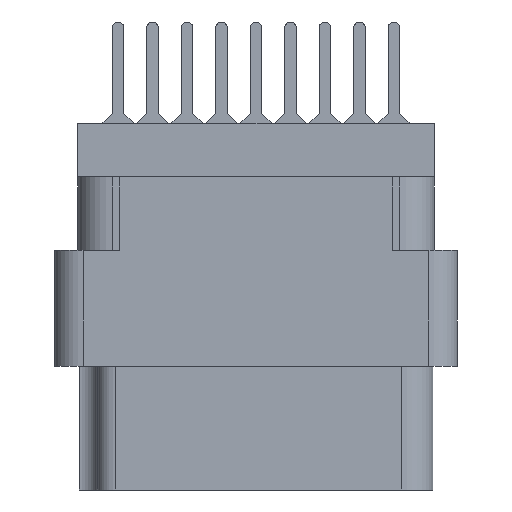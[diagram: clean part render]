
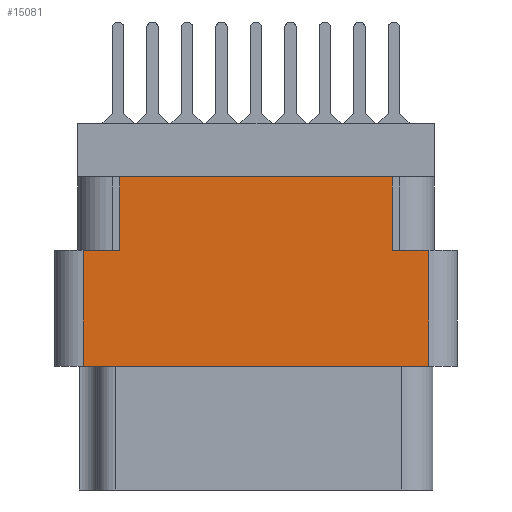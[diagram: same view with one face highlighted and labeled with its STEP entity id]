
A CAD part, left-side view. The second image highlights one B-rep face of the part: STEP entity #15081.
In plain terms, the highlighted planar face has unit normal (-1, 0, 0).
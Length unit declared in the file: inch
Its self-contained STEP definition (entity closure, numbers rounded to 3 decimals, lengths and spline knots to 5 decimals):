
#756 = VECTOR ( 'NONE', #47633, 39.37008 ) ;
#1007 = VECTOR ( 'NONE', #29873, 39.37008 ) ;
#1400 = LINE ( 'NONE', #39530, #756 ) ;
#1784 = EDGE_CURVE ( 'NONE', #16124, #25164, #48521, .T. ) ;
#3553 = LINE ( 'NONE', #40972, #31981 ) ;
#3629 = DIRECTION ( 'NONE',  ( 0., 0., 1. ) ) ;
#3729 = EDGE_CURVE ( 'NONE', #34907, #50097, #3553, .T. ) ;
#3982 = EDGE_CURVE ( 'NONE', #16124, #50097, #36853, .T. ) ;
#4261 = CARTESIAN_POINT ( 'NONE',  ( -1.296, -0.438, -0.798 ) ) ;
#4272 = EDGE_LOOP ( 'NONE', ( #18233, #49345, #20537, #18333, #5650, #6309, #24467, #13111 ) ) ;
#4675 = CARTESIAN_POINT ( 'NONE',  ( -1.296, 0.438, -0.117 ) ) ;
#5216 = VECTOR ( 'NONE', #3629, 39.37008 ) ;
#5650 = ORIENTED_EDGE ( 'NONE', *, *, #3729, .F. ) ;
#6309 = ORIENTED_EDGE ( 'NONE', *, *, #49425, .T. ) ;
#6420 = VECTOR ( 'NONE', #25974, 39.37008 ) ;
#8225 = DIRECTION ( 'NONE',  ( -1., 0., 0. ) ) ;
#8493 = CARTESIAN_POINT ( 'NONE',  ( -1.296, -0.296, -0.117 ) ) ;
#8851 = VERTEX_POINT ( 'NONE', #8493 ) ;
#9646 = VECTOR ( 'NONE', #24220, 39.37008 ) ;
#9678 = CARTESIAN_POINT ( 'NONE',  ( -1.296, 0.376, -0.529 ) ) ;
#10719 = CARTESIAN_POINT ( 'NONE',  ( -1.296, 0., -0.529 ) ) ;
#10722 = DIRECTION ( 'NONE',  ( 0., -1., 0. ) ) ;
#12063 = FACE_OUTER_BOUND ( 'NONE', #4272, .T. ) ;
#12082 = CARTESIAN_POINT ( 'NONE',  ( -1.296, -0.296, -0.277 ) ) ;
#12401 = PLANE ( 'NONE',  #51184 ) ;
#13111 = ORIENTED_EDGE ( 'NONE', *, *, #24080, .F. ) ;
#13274 = VERTEX_POINT ( 'NONE', #42083 ) ;
#13665 = VERTEX_POINT ( 'NONE', #27920 ) ;
#13850 = VERTEX_POINT ( 'NONE', #17024 ) ;
#14004 = VECTOR ( 'NONE', #40165, 39.37008 ) ;
#14752 = VECTOR ( 'NONE', #10722, 39.37008 ) ;
#15081 = ADVANCED_FACE ( 'NONE', ( #12063 ), #12401, .T. ) ;
#15395 = CARTESIAN_POINT ( 'NONE',  ( -1.296, 0.296, -0.277 ) ) ;
#16124 = VERTEX_POINT ( 'NONE', #20612 ) ;
#16215 = DIRECTION ( 'NONE',  ( 0., 0., 1. ) ) ;
#17024 = CARTESIAN_POINT ( 'NONE',  ( -1.296, 0.296, -0.277 ) ) ;
#18233 = ORIENTED_EDGE ( 'NONE', *, *, #35058, .F. ) ;
#18333 = ORIENTED_EDGE ( 'NONE', *, *, #3982, .T. ) ;
#20537 = ORIENTED_EDGE ( 'NONE', *, *, #1784, .F. ) ;
#20612 = CARTESIAN_POINT ( 'NONE',  ( -1.296, -0.376, -0.529 ) ) ;
#20810 = LINE ( 'NONE', #12082, #9646 ) ;
#21998 = LINE ( 'NONE', #15395, #5216 ) ;
#22621 = EDGE_CURVE ( 'NONE', #13274, #25164, #1400, .T. ) ;
#22881 = CARTESIAN_POINT ( 'NONE',  ( -1.296, 0., -0.277 ) ) ;
#24080 = EDGE_CURVE ( 'NONE', #13850, #13665, #21998, .T. ) ;
#24220 = DIRECTION ( 'NONE',  ( 0., 0., 1. ) ) ;
#24467 = ORIENTED_EDGE ( 'NONE', *, *, #41925, .F. ) ;
#24671 = CARTESIAN_POINT ( 'NONE',  ( -1.296, -0.376, -0.277 ) ) ;
#25164 = VERTEX_POINT ( 'NONE', #9678 ) ;
#25974 = DIRECTION ( 'NONE',  ( 0., 1., 0. ) ) ;
#27785 = LINE ( 'NONE', #22881, #14752 ) ;
#27920 = CARTESIAN_POINT ( 'NONE',  ( -1.296, 0.296, -0.117 ) ) ;
#29873 = DIRECTION ( 'NONE',  ( 0., 0., 1. ) ) ;
#29929 = CARTESIAN_POINT ( 'NONE',  ( -1.296, -0.296, -0.277 ) ) ;
#31981 = VECTOR ( 'NONE', #33001, 39.37008 ) ;
#33001 = DIRECTION ( 'NONE',  ( 0., -1., 0. ) ) ;
#34907 = VERTEX_POINT ( 'NONE', #29929 ) ;
#35058 = EDGE_CURVE ( 'NONE', #13274, #13850, #27785, .T. ) ;
#36853 = LINE ( 'NONE', #45626, #1007 ) ;
#39530 = CARTESIAN_POINT ( 'NONE',  ( -1.296, 0.376, -0.798 ) ) ;
#40165 = DIRECTION ( 'NONE',  ( 0., -1., 0. ) ) ;
#40972 = CARTESIAN_POINT ( 'NONE',  ( -1.296, 0., -0.277 ) ) ;
#41925 = EDGE_CURVE ( 'NONE', #13665, #8851, #46810, .T. ) ;
#42083 = CARTESIAN_POINT ( 'NONE',  ( -1.296, 0.376, -0.277 ) ) ;
#45626 = CARTESIAN_POINT ( 'NONE',  ( -1.296, -0.376, -0.798 ) ) ;
#46810 = LINE ( 'NONE', #4675, #14004 ) ;
#47633 = DIRECTION ( 'NONE',  ( 0., 0., -1. ) ) ;
#48521 = LINE ( 'NONE', #10719, #6420 ) ;
#49345 = ORIENTED_EDGE ( 'NONE', *, *, #22621, .T. ) ;
#49425 = EDGE_CURVE ( 'NONE', #34907, #8851, #20810, .T. ) ;
#50097 = VERTEX_POINT ( 'NONE', #24671 ) ;
#51184 = AXIS2_PLACEMENT_3D ( 'NONE', #4261, #8225, #16215 ) ;
